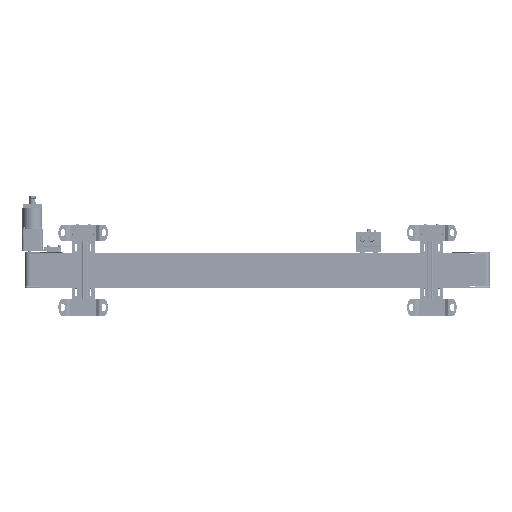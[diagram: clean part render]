
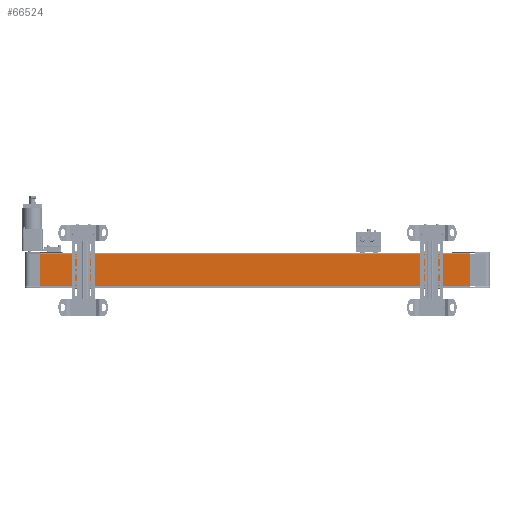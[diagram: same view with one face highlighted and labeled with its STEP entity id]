
A CAD part, front view. The second image highlights one B-rep face of the part: STEP entity #66524.
In plain terms, the highlighted face is planar.
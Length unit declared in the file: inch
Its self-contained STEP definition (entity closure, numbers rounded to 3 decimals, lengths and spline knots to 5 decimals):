
#4405 = CARTESIAN_POINT ( 'NONE',  ( 2.4775, 0., 1.318 ) ) ;
#5177 = LINE ( 'NONE', #88971, #73940 ) ;
#7638 = CARTESIAN_POINT ( 'NONE',  ( -2.4775, 66.686, 1.318 ) ) ;
#15456 = LINE ( 'NONE', #77546, #120492 ) ;
#16836 = ORIENTED_EDGE ( 'NONE', *, *, #33995, .F. ) ;
#20182 = LINE ( 'NONE', #4405, #128365 ) ;
#22959 = ORIENTED_EDGE ( 'NONE', *, *, #95100, .F. ) ;
#27865 = DIRECTION ( 'NONE',  ( 0., -1., 0. ) ) ;
#28240 = DIRECTION ( 'NONE',  ( 0., 0., 1. ) ) ;
#33995 = EDGE_CURVE ( 'NONE', #53736, #53403, #15456, .T. ) ;
#36997 = DIRECTION ( 'NONE',  ( 1., 0., 0. ) ) ;
#41909 = FACE_OUTER_BOUND ( 'NONE', #89247, .T. ) ;
#47569 = AXIS2_PLACEMENT_3D ( 'NONE', #7638, #28240, #99466 ) ;
#50377 = CARTESIAN_POINT ( 'NONE',  ( -2.4775, 0., 1.318 ) ) ;
#53403 = VERTEX_POINT ( 'NONE', #81913 ) ;
#53736 = VERTEX_POINT ( 'NONE', #56878 ) ;
#56878 = CARTESIAN_POINT ( 'NONE',  ( -2.4775, 66.686, 1.318 ) ) ;
#66524 = ADVANCED_FACE ( 'NONE', ( #41909 ), #119337, .T. ) ;
#70496 = LINE ( 'NONE', #50377, #124281 ) ;
#73202 = VERTEX_POINT ( 'NONE', #113768 ) ;
#73940 = VECTOR ( 'NONE', #27865, 39.37008 ) ;
#77546 = CARTESIAN_POINT ( 'NONE',  ( -2.4775, 66.686, 1.318 ) ) ;
#81913 = CARTESIAN_POINT ( 'NONE',  ( 2.4775, 66.686, 1.318 ) ) ;
#88971 = CARTESIAN_POINT ( 'NONE',  ( -2.4775, 0., 1.318 ) ) ;
#89247 = EDGE_LOOP ( 'NONE', ( #16836, #98837, #22959, #125432 ) ) ;
#94003 = EDGE_CURVE ( 'NONE', #53736, #73202, #5177, .T. ) ;
#95100 = EDGE_CURVE ( 'NONE', #99121, #73202, #70496, .T. ) ;
#96251 = DIRECTION ( 'NONE',  ( 0., -1., 0. ) ) ;
#98837 = ORIENTED_EDGE ( 'NONE', *, *, #94003, .T. ) ;
#99121 = VERTEX_POINT ( 'NONE', #121983 ) ;
#99466 = DIRECTION ( 'NONE',  ( 1., 0., 0. ) ) ;
#111182 = DIRECTION ( 'NONE',  ( -1., 0., 0. ) ) ;
#113768 = CARTESIAN_POINT ( 'NONE',  ( -2.4775, 0., 1.318 ) ) ;
#115243 = EDGE_CURVE ( 'NONE', #53403, #99121, #20182, .T. ) ;
#119337 = PLANE ( 'NONE',  #47569 ) ;
#120492 = VECTOR ( 'NONE', #36997, 39.37008 ) ;
#121983 = CARTESIAN_POINT ( 'NONE',  ( 2.4775, 0., 1.318 ) ) ;
#124281 = VECTOR ( 'NONE', #111182, 39.37008 ) ;
#125432 = ORIENTED_EDGE ( 'NONE', *, *, #115243, .F. ) ;
#128365 = VECTOR ( 'NONE', #96251, 39.37008 ) ;
